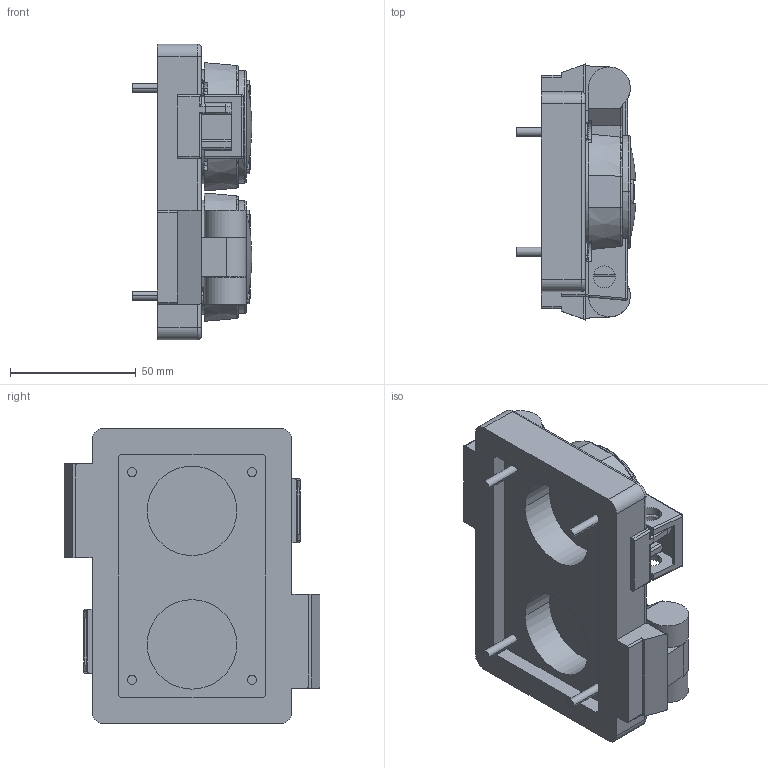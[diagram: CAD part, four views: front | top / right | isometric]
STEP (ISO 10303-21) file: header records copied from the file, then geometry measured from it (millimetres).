
FILE_DESCRIPTION (( 'STEP AP214' ), '1' );
FILE_NAME ('CATSTD-WTCVD-000-M01.STEP', '2022-05-26T13:44:34', ( '' ), ( '' ), 'SwSTEP 2.0', 'SolidWorks 2020', '' );
FILE_SCHEMA (( 'AUTOMOTIVE_DESIGN' ));
Length unit declared in the file: inch
Products named in the file (1): CATSTD-WTCVD-000-M01
Bounding box: 47.46 x 101.6 x 117.47 mm (x, y, z)
Volume: 217489.3 mm3; surface area: 53158.5 mm2
Topology: 1 solids, 1 shells, 558 faces, 1473 edges, 948 vertices
Faces by surface type: plane 274, cylinder 212, torus 44, bspline 12, cone 8, sphere 8
Entity records: 26487 total; most frequent: CARTESIAN_POINT 5392, ORIENTED_EDGE 2930, DIRECTION 2841, EDGE_CURVE 1465, AXIS2_PLACEMENT_3D 1001, VERTEX_POINT 948, VECTOR 839, LINE 839
